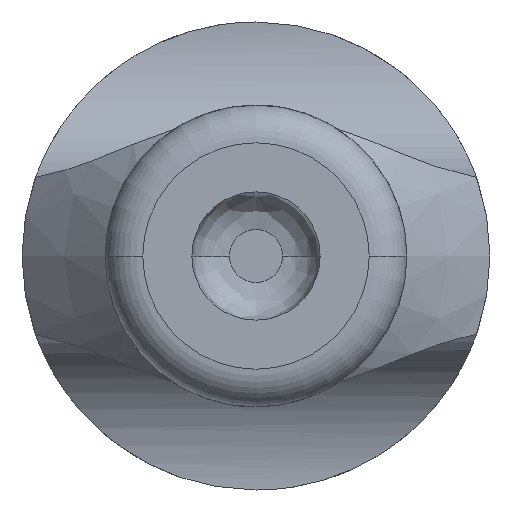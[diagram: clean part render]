
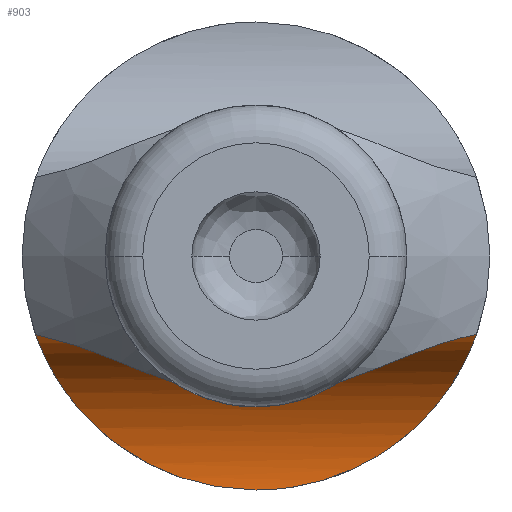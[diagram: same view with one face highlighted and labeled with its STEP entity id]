
A CAD part, front view. The second image highlights one B-rep face of the part: STEP entity #903.
In plain terms, the highlighted cylindrical face has radius 2 mm (diameter 4 mm), a partial arc.
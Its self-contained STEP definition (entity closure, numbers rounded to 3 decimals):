
#226=DIRECTION('',(-1.,0.,0.));
#227=VECTOR('',#226,5.869);
#228=CARTESIAN_POINT('',(2.934,27.5,-1.));
#229=LINE('',#228,#227);
#253=CARTESIAN_POINT('',(2.934,27.5,-1.));
#254=CARTESIAN_POINT('',(2.934,27.648,-1.));
#255=CARTESIAN_POINT('',(2.924,27.936,-1.031));
#256=CARTESIAN_POINT('',(2.87,28.361,-1.176));
#257=CARTESIAN_POINT('',(2.768,28.732,-1.406));
#258=CARTESIAN_POINT('',(2.609,29.024,-1.686));
#259=CARTESIAN_POINT('',(2.394,29.233,-1.982));
#260=CARTESIAN_POINT('',(2.114,29.375,-2.281));
#261=CARTESIAN_POINT('',(1.768,29.457,-2.56));
#262=CARTESIAN_POINT('',(1.37,29.493,-2.794));
#263=CARTESIAN_POINT('',(0.93,29.501,-2.97));
#264=CARTESIAN_POINT('',(0.465,29.499,-3.077));
#265=CARTESIAN_POINT('',(0.155,29.497,-3.1));
#266=CARTESIAN_POINT('',(0.,29.497,-3.1));
#393=CARTESIAN_POINT('',(0.,29.497,-3.1));
#394=CARTESIAN_POINT('',(-0.179,29.497,
-3.1));
#395=CARTESIAN_POINT('',(-0.52,29.499,
-3.069));
#396=CARTESIAN_POINT('',(-0.961,29.501,
-2.958));
#397=CARTESIAN_POINT('',(-1.357,29.493,-2.798));
#398=CARTESIAN_POINT('',(-1.724,29.462,-2.588));
#399=CARTESIAN_POINT('',(-2.069,29.39,-2.323));
#400=CARTESIAN_POINT('',(-2.375,29.25,-2.008));
#401=CARTESIAN_POINT('',(-2.603,29.031,-1.695));
#402=CARTESIAN_POINT('',(-2.755,28.762,-1.431));
#403=CARTESIAN_POINT('',(-2.866,28.392,-1.189));
#404=CARTESIAN_POINT('',(-2.924,27.942,-1.031));
#405=CARTESIAN_POINT('',(-2.934,27.649,-1.));
#406=CARTESIAN_POINT('',(-2.934,27.5,-1.));
#454=CARTESIAN_POINT('',(2.934,27.5,-1.));
#455=CARTESIAN_POINT('',(-2.934,27.5,-1.));
#456=VERTEX_POINT('',#454);
#457=VERTEX_POINT('',#455);
#478=VERTEX_POINT('',#266);
#891=CARTESIAN_POINT('',(3.72,27.5,-3.));
#892=DIRECTION('',(1.,0.,0.));
#893=DIRECTION('',(0.,0.,-1.));
#894=AXIS2_PLACEMENT_3D('',#891,#892,#893);
#895=CYLINDRICAL_SURFACE('',#894,2.);
#896=ORIENTED_EDGE('',*,*,#881,.F.);
#898=ORIENTED_EDGE('',*,*,#897,.T.);
#900=ORIENTED_EDGE('',*,*,#899,.T.);
#901=EDGE_LOOP('',(#896,#898,#900));
#902=FACE_OUTER_BOUND('',#901,.F.);
#903=ADVANCED_FACE('',(#902),#895,.F.);
#267=B_SPLINE_CURVE_WITH_KNOTS('',3,(#253,#254,#255,#256,#257,#258,#259,#260,
#261,#262,#263,#264,#265,#266),.UNSPECIFIED.,.F.,.F.,(4,1,1,1,1,1,1,1,1,1,1,4),(
0.,0.091,0.182,0.273,0.364,
0.455,0.545,0.636,0.727,
0.818,0.909,1.),.UNSPECIFIED.);
#407=B_SPLINE_CURVE_WITH_KNOTS('',3,(#393,#394,#395,#396,#397,#398,#399,#400,
#401,#402,#403,#404,#405,#406),.UNSPECIFIED.,.F.,.F.,(4,1,1,1,1,1,1,1,1,1,1,4),(
0.,0.091,0.182,0.273,0.364,
0.455,0.545,0.636,0.727,
0.818,0.909,1.),.UNSPECIFIED.);
#881=EDGE_CURVE('',#456,#457,#229,.T.);
#897=EDGE_CURVE('',#456,#478,#267,.T.);
#899=EDGE_CURVE('',#478,#457,#407,.T.);
